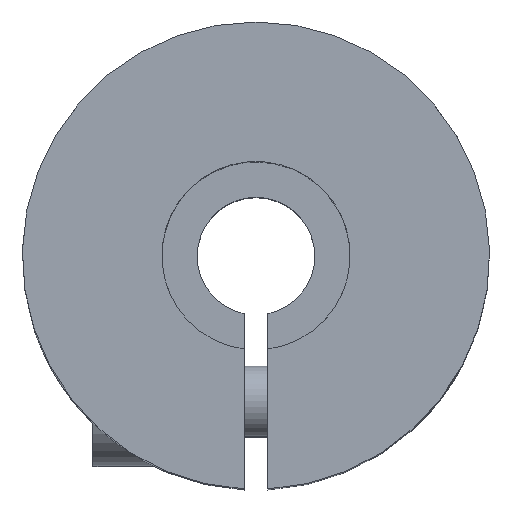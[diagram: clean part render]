
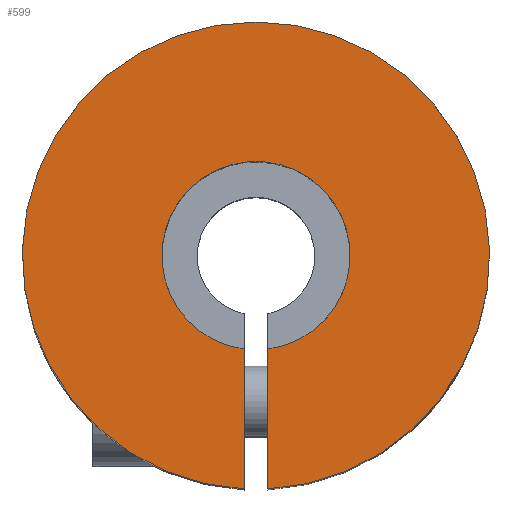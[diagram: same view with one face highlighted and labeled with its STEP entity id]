
A CAD part, top view. The second image highlights one B-rep face of the part: STEP entity #599.
In plain terms, the highlighted planar face has unit normal (0, 0, 1).
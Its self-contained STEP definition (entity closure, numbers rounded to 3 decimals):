
#59=PLANE('',#681);
#107=FACE_OUTER_BOUND('',#152,.T.);
#152=EDGE_LOOP('',(#514,#515,#516,#517));
#201=LINE('',#1189,#241);
#202=LINE('',#1190,#242);
#241=VECTOR('',#842,1000.);
#242=VECTOR('',#843,1000.);
#271=CIRCLE('',#674,4.);
#275=CIRCLE('',#679,9.925);
#311=VERTEX_POINT('',#1078);
#312=VERTEX_POINT('',#1080);
#319=VERTEX_POINT('',#1095);
#320=VERTEX_POINT('',#1097);
#379=EDGE_CURVE('',#311,#312,#271,.T.);
#387=EDGE_CURVE('',#320,#319,#275,.T.);
#395=EDGE_CURVE('',#312,#319,#201,.T.);
#396=EDGE_CURVE('',#311,#320,#202,.T.);
#514=ORIENTED_EDGE('',*,*,#395,.F.);
#515=ORIENTED_EDGE('',*,*,#379,.F.);
#516=ORIENTED_EDGE('',*,*,#396,.T.);
#517=ORIENTED_EDGE('',*,*,#387,.T.);
#599=ADVANCED_FACE('',(#107),#59,.T.);
#674=AXIS2_PLACEMENT_3D('',#1081,#818,#819);
#679=AXIS2_PLACEMENT_3D('',#1098,#832,#833);
#681=AXIS2_PLACEMENT_3D('',#1188,#840,#841);
#818=DIRECTION('center_axis',(0.,0.,
1.));
#819=DIRECTION('ref_axis',(-1.,0.,0.));
#832=DIRECTION('center_axis',(0.,0.,
1.));
#833=DIRECTION('ref_axis',(-1.,0.,0.));
#840=DIRECTION('center_axis',(0.,0.,
1.));
#841=DIRECTION('ref_axis',(-1.,0.,0.));
#842=DIRECTION('',(0.,-1.,0.));
#843=DIRECTION('',(0.,-1.,0.));
#1078=CARTESIAN_POINT('',(0.5,-3.969,25.));
#1080=CARTESIAN_POINT('',(-0.5,-3.969,25.));
#1081=CARTESIAN_POINT('Origin',(0.,0.,25.));
#1095=CARTESIAN_POINT('',(-0.5,-9.912,25.));
#1097=CARTESIAN_POINT('',(0.5,-9.912,25.));
#1098=CARTESIAN_POINT('Origin',(0.,0.,25.));
#1188=CARTESIAN_POINT('Origin',(0.,0.,25.));
#1189=CARTESIAN_POINT('',(-0.5,0.,25.));
#1190=CARTESIAN_POINT('',(0.5,0.,25.));
